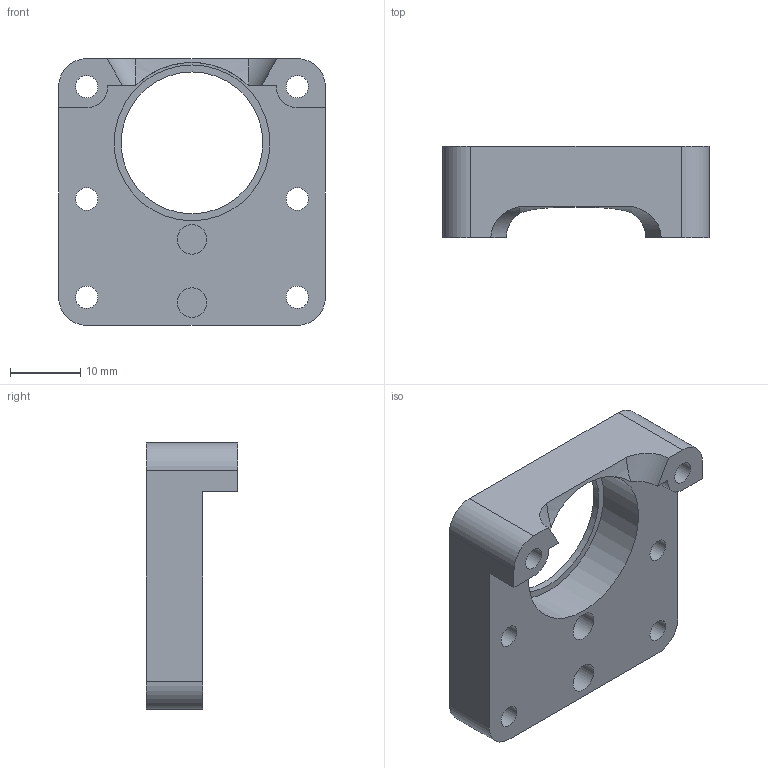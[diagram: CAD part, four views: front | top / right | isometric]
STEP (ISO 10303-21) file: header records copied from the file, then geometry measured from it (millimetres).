
FILE_DESCRIPTION(/* description */ (''),/* implementation_level */ '2;1');
FILE_NAME(/* name */ '11-02-02 Joy case two.step',/* time_stamp */ '2024-08-04T19:21:10+02:00',/* author */ (''),/* organization */ (''),/* preprocessor_version */ 'ST-DEVELOPER v20',/* originating_system */ 'Autodesk Translation Framework v13.14.0.145',/* authorisation */ '');
FILE_SCHEMA (('AUTOMOTIVE_DESIGN { 1 0 10303 214 3 1 1 }'));
Length unit declared in the file: millimetre
Products named in the file (1): 11-02-02 Joy case two
Bounding box: 38 x 13 x 38 mm (x, y, z)
Volume: 7607.4 mm3; surface area: 5304.3 mm2
Topology: 1 solids, 1 shells, 119 faces, 328 edges, 216 vertices
Faces by surface type: plane 91, cylinder 21, cone 6, bspline 1
Full cylindrical faces by diameter (mm): 3.2 x6, 4.1 x2, 4.2 x2, 20.2 x1, 22.2 x1
Entity records: 3821 total; most frequent: CARTESIAN_POINT 755, ORIENTED_EDGE 656, DIRECTION 614, EDGE_CURVE 328, VERTEX_POINT 216, LINE 206, VECTOR 206, AXIS2_PLACEMENT_3D 204
